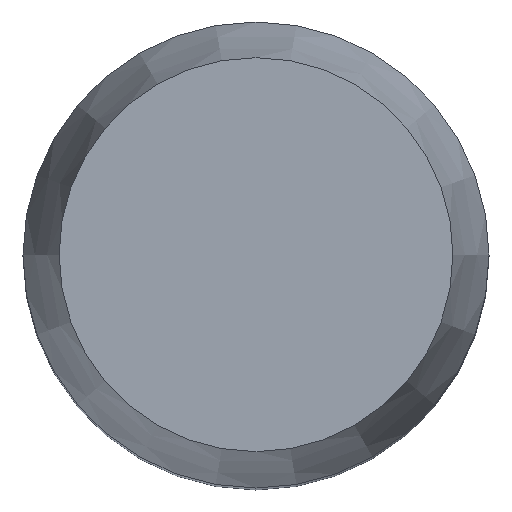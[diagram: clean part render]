
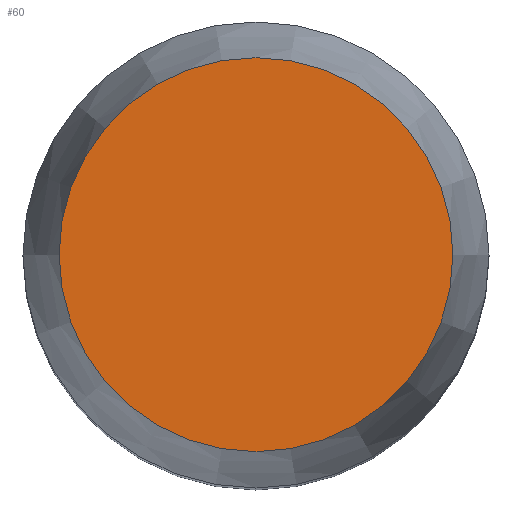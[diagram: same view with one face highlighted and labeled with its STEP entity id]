
A CAD part, top view. The second image highlights one B-rep face of the part: STEP entity #60.
In plain terms, the highlighted planar face has unit normal (0, 0, 1).
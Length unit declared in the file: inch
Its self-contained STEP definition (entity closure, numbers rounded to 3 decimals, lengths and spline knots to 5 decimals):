
#16=PLANE('',#89);
#26=FACE_OUTER_BOUND('',#34,.T.);
#34=EDGE_LOOP('',(#54));
#35=CIRCLE('',#82,0.0265);
#39=VERTEX_POINT('',#112);
#43=EDGE_CURVE('',#39,#39,#35,.T.);
#54=ORIENTED_EDGE('',*,*,#43,.T.);
#60=ADVANCED_FACE('',(#26),#16,.T.);
#82=AXIS2_PLACEMENT_3D('',#113,#94,#95);
#89=AXIS2_PLACEMENT_3D('',#123,#108,#109);
#94=DIRECTION('center_axis',(0.,0.,1.));
#95=DIRECTION('ref_axis',(1.,0.,0.));
#108=DIRECTION('center_axis',(0.,0.,1.));
#109=DIRECTION('ref_axis',(1.,0.,0.));
#112=CARTESIAN_POINT('',(0.0265,0.,0.1875));
#113=CARTESIAN_POINT('Origin',(0.,0.,0.1875));
#123=CARTESIAN_POINT('Origin',(0.,0.,0.1875));
